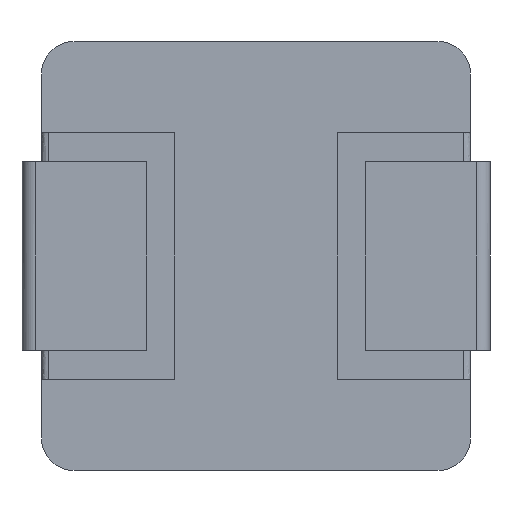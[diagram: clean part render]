
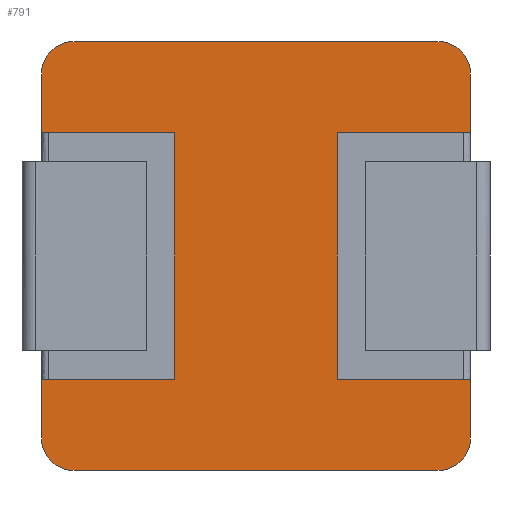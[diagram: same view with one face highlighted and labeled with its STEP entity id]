
A CAD part, front view. The second image highlights one B-rep face of the part: STEP entity #791.
In plain terms, the highlighted free-form (B-spline) face has degree [1, 1] with [2, 2] control points.
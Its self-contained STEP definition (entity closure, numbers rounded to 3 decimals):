
#612 = VERTEX_POINT('',#613);
#613 = CARTESIAN_POINT('',(3.245,0.,1.868));
#626 = VERTEX_POINT('',#627);
#627 = CARTESIAN_POINT('',(3.245,0.,-1.868));
#632 = EDGE_CURVE('',#626,#633,#635,.T.);
#633 = VERTEX_POINT('',#634);
#634 = CARTESIAN_POINT('',(3.245,0.,-2.753));
#635 = B_SPLINE_CURVE_WITH_KNOTS('',1,(#636,#637),.UNSPECIFIED.,.F.,.F.,
  (2,2),(-0.9,-0.),.PIECEWISE_BEZIER_KNOTS.);
#636 = CARTESIAN_POINT('',(3.245,0.,-1.868));
#637 = CARTESIAN_POINT('',(3.245,0.,-2.753));
#646 = VERTEX_POINT('',#647);
#647 = CARTESIAN_POINT('',(3.245,0.,2.753));
#652 = EDGE_CURVE('',#646,#612,#653,.T.);
#653 = B_SPLINE_CURVE_WITH_KNOTS('',1,(#654,#655),.UNSPECIFIED.,.F.,.F.,
  (2,2),(-5.6,-4.7),.PIECEWISE_BEZIER_KNOTS.);
#654 = CARTESIAN_POINT('',(3.245,0.,2.753));
#655 = CARTESIAN_POINT('',(3.245,0.,1.868));
#791 = ADVANCED_FACE('',(#792),#894,.F.);
#792 = FACE_BOUND('',#793,.T.);
#793 = EDGE_LOOP('',(#794,#803,#810,#817,#825,#832,#838,#839,#846,#853,
    #858,#859,#867,#874,#882,#889));
#794 = ORIENTED_EDGE('',*,*,#795,.F.);
#795 = EDGE_CURVE('',#796,#798,#800,.T.);
#796 = VERTEX_POINT('',#797);
#797 = CARTESIAN_POINT('',(-1.229,0.,-1.868));
#798 = VERTEX_POINT('',#799);
#799 = CARTESIAN_POINT('',(-1.229,0.,1.868));
#800 = B_SPLINE_CURVE_WITH_KNOTS('',1,(#801,#802),.UNSPECIFIED.,.F.,.F.,
  (2,2),(-1.9,1.9),.PIECEWISE_BEZIER_KNOTS.);
#801 = CARTESIAN_POINT('',(-1.229,0.,-1.868));
#802 = CARTESIAN_POINT('',(-1.229,0.,1.868));
#803 = ORIENTED_EDGE('',*,*,#804,.F.);
#804 = EDGE_CURVE('',#805,#796,#807,.T.);
#805 = VERTEX_POINT('',#806);
#806 = CARTESIAN_POINT('',(-3.245,0.,-1.868));
#807 = B_SPLINE_CURVE_WITH_KNOTS('',1,(#808,#809),.UNSPECIFIED.,.F.,.F.,
  (2,2),(-3.3,-1.25),.PIECEWISE_BEZIER_KNOTS.);
#808 = CARTESIAN_POINT('',(-3.245,0.,-1.868));
#809 = CARTESIAN_POINT('',(-1.229,0.,-1.868));
#810 = ORIENTED_EDGE('',*,*,#811,.F.);
#811 = EDGE_CURVE('',#812,#805,#814,.T.);
#812 = VERTEX_POINT('',#813);
#813 = CARTESIAN_POINT('',(-3.245,0.,-2.753));
#814 = B_SPLINE_CURVE_WITH_KNOTS('',1,(#815,#816),.UNSPECIFIED.,.F.,.F.,
  (2,2),(0.,0.9),.PIECEWISE_BEZIER_KNOTS.);
#815 = CARTESIAN_POINT('',(-3.245,0.,-2.753));
#816 = CARTESIAN_POINT('',(-3.245,0.,-1.868));
#817 = ORIENTED_EDGE('',*,*,#818,.F.);
#818 = EDGE_CURVE('',#819,#812,#821,.T.);
#819 = VERTEX_POINT('',#820);
#820 = CARTESIAN_POINT('',(-2.753,0.,-3.245));
#821 = ( BOUNDED_CURVE() B_SPLINE_CURVE(2,(#822,#823,#824),
.UNSPECIFIED.,.F.,.F.) B_SPLINE_CURVE_WITH_KNOTS((3,3),(0.,
1.571),.PIECEWISE_BEZIER_KNOTS.) CURVE() 
GEOMETRIC_REPRESENTATION_ITEM() RATIONAL_B_SPLINE_CURVE((1.,
0.707,1.)) REPRESENTATION_ITEM('') );
#822 = CARTESIAN_POINT('',(-2.753,0.,-3.245));
#823 = CARTESIAN_POINT('',(-3.245,0.,-3.245));
#824 = CARTESIAN_POINT('',(-3.245,0.,-2.753));
#825 = ORIENTED_EDGE('',*,*,#826,.F.);
#826 = EDGE_CURVE('',#827,#819,#829,.T.);
#827 = VERTEX_POINT('',#828);
#828 = CARTESIAN_POINT('',(2.753,0.,-3.245));
#829 = B_SPLINE_CURVE_WITH_KNOTS('',1,(#830,#831),.UNSPECIFIED.,.F.,.F.,
  (2,2),(-5.6,0.),.PIECEWISE_BEZIER_KNOTS.);
#830 = CARTESIAN_POINT('',(2.753,0.,-3.245));
#831 = CARTESIAN_POINT('',(-2.753,0.,-3.245));
#832 = ORIENTED_EDGE('',*,*,#833,.F.);
#833 = EDGE_CURVE('',#633,#827,#834,.T.);
#834 = ( BOUNDED_CURVE() B_SPLINE_CURVE(2,(#835,#836,#837),
.UNSPECIFIED.,.F.,.F.) B_SPLINE_CURVE_WITH_KNOTS((3,3),(1.571,
3.142),.PIECEWISE_BEZIER_KNOTS.) CURVE() 
GEOMETRIC_REPRESENTATION_ITEM() RATIONAL_B_SPLINE_CURVE((1.,
0.707,1.)) REPRESENTATION_ITEM('') );
#835 = CARTESIAN_POINT('',(3.245,0.,-2.753));
#836 = CARTESIAN_POINT('',(3.245,0.,-3.245));
#837 = CARTESIAN_POINT('',(2.753,0.,-3.245));
#838 = ORIENTED_EDGE('',*,*,#632,.F.);
#839 = ORIENTED_EDGE('',*,*,#840,.T.);
#840 = EDGE_CURVE('',#626,#841,#843,.T.);
#841 = VERTEX_POINT('',#842);
#842 = CARTESIAN_POINT('',(1.229,0.,-1.868));
#843 = B_SPLINE_CURVE_WITH_KNOTS('',1,(#844,#845),.UNSPECIFIED.,.F.,.F.,
  (2,2),(-3.3,-1.25),.PIECEWISE_BEZIER_KNOTS.);
#844 = CARTESIAN_POINT('',(3.245,0.,-1.868));
#845 = CARTESIAN_POINT('',(1.229,0.,-1.868));
#846 = ORIENTED_EDGE('',*,*,#847,.T.);
#847 = EDGE_CURVE('',#841,#848,#850,.T.);
#848 = VERTEX_POINT('',#849);
#849 = CARTESIAN_POINT('',(1.229,0.,1.868));
#850 = B_SPLINE_CURVE_WITH_KNOTS('',1,(#851,#852),.UNSPECIFIED.,.F.,.F.,
  (2,2),(-1.9,1.9),.PIECEWISE_BEZIER_KNOTS.);
#851 = CARTESIAN_POINT('',(1.229,0.,-1.868));
#852 = CARTESIAN_POINT('',(1.229,0.,1.868));
#853 = ORIENTED_EDGE('',*,*,#854,.F.);
#854 = EDGE_CURVE('',#612,#848,#855,.T.);
#855 = B_SPLINE_CURVE_WITH_KNOTS('',1,(#856,#857),.UNSPECIFIED.,.F.,.F.,
  (2,2),(-3.3,-1.25),.PIECEWISE_BEZIER_KNOTS.);
#856 = CARTESIAN_POINT('',(3.245,0.,1.868));
#857 = CARTESIAN_POINT('',(1.229,0.,1.868));
#858 = ORIENTED_EDGE('',*,*,#652,.F.);
#859 = ORIENTED_EDGE('',*,*,#860,.F.);
#860 = EDGE_CURVE('',#861,#646,#863,.T.);
#861 = VERTEX_POINT('',#862);
#862 = CARTESIAN_POINT('',(2.753,0.,3.245));
#863 = ( BOUNDED_CURVE() B_SPLINE_CURVE(2,(#864,#865,#866),
.UNSPECIFIED.,.F.,.F.) B_SPLINE_CURVE_WITH_KNOTS((3,3),(0.,
1.571),.PIECEWISE_BEZIER_KNOTS.) CURVE() 
GEOMETRIC_REPRESENTATION_ITEM() RATIONAL_B_SPLINE_CURVE((1.,
0.707,1.)) REPRESENTATION_ITEM('') );
#864 = CARTESIAN_POINT('',(2.753,0.,3.245));
#865 = CARTESIAN_POINT('',(3.245,0.,3.245));
#866 = CARTESIAN_POINT('',(3.245,0.,2.753));
#867 = ORIENTED_EDGE('',*,*,#868,.F.);
#868 = EDGE_CURVE('',#869,#861,#871,.T.);
#869 = VERTEX_POINT('',#870);
#870 = CARTESIAN_POINT('',(-2.753,0.,3.245));
#871 = B_SPLINE_CURVE_WITH_KNOTS('',1,(#872,#873),.UNSPECIFIED.,.F.,.F.,
  (2,2),(0.,5.6),.PIECEWISE_BEZIER_KNOTS.);
#872 = CARTESIAN_POINT('',(-2.753,0.,3.245));
#873 = CARTESIAN_POINT('',(2.753,0.,3.245));
#874 = ORIENTED_EDGE('',*,*,#875,.F.);
#875 = EDGE_CURVE('',#876,#869,#878,.T.);
#876 = VERTEX_POINT('',#877);
#877 = CARTESIAN_POINT('',(-3.245,0.,2.753));
#878 = ( BOUNDED_CURVE() B_SPLINE_CURVE(2,(#879,#880,#881),
.UNSPECIFIED.,.F.,.F.) B_SPLINE_CURVE_WITH_KNOTS((3,3),(4.712,
6.283),.PIECEWISE_BEZIER_KNOTS.) CURVE() 
GEOMETRIC_REPRESENTATION_ITEM() RATIONAL_B_SPLINE_CURVE((1.,
0.707,1.)) REPRESENTATION_ITEM('') );
#879 = CARTESIAN_POINT('',(-3.245,0.,2.753));
#880 = CARTESIAN_POINT('',(-3.245,0.,3.245));
#881 = CARTESIAN_POINT('',(-2.753,0.,3.245));
#882 = ORIENTED_EDGE('',*,*,#883,.F.);
#883 = EDGE_CURVE('',#884,#876,#886,.T.);
#884 = VERTEX_POINT('',#885);
#885 = CARTESIAN_POINT('',(-3.245,0.,1.868));
#886 = B_SPLINE_CURVE_WITH_KNOTS('',1,(#887,#888),.UNSPECIFIED.,.F.,.F.,
  (2,2),(4.7,5.6),.PIECEWISE_BEZIER_KNOTS.);
#887 = CARTESIAN_POINT('',(-3.245,0.,1.868));
#888 = CARTESIAN_POINT('',(-3.245,0.,2.753));
#889 = ORIENTED_EDGE('',*,*,#890,.T.);
#890 = EDGE_CURVE('',#884,#798,#891,.T.);
#891 = B_SPLINE_CURVE_WITH_KNOTS('',1,(#892,#893),.UNSPECIFIED.,.F.,.F.,
  (2,2),(-3.3,-1.25),.PIECEWISE_BEZIER_KNOTS.);
#892 = CARTESIAN_POINT('',(-3.245,0.,1.868));
#893 = CARTESIAN_POINT('',(-1.229,0.,1.868));
#894 = B_SPLINE_SURFACE_WITH_KNOTS('',1,1,(
    (#895,#896)
    ,(#897,#898
    )),.UNSPECIFIED.,.F.,.F.,.F.,(2,2),(2,2),(-6.1,0.5),(-0.5,6.1),
  .PIECEWISE_BEZIER_KNOTS.);
#895 = CARTESIAN_POINT('',(-3.245,0.,-3.245));
#896 = CARTESIAN_POINT('',(3.245,0.,-3.245));
#897 = CARTESIAN_POINT('',(-3.245,0.,3.245));
#898 = CARTESIAN_POINT('',(3.245,0.,3.245));
